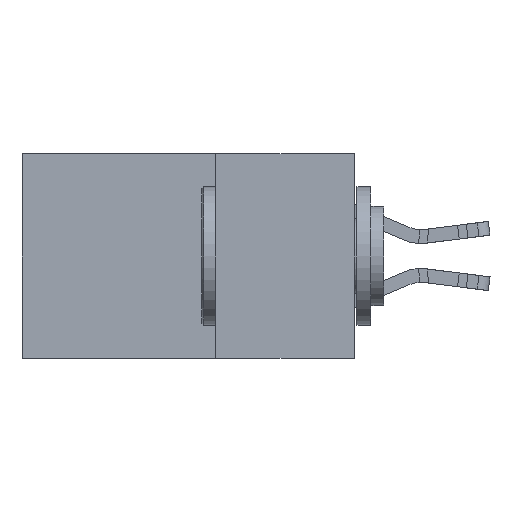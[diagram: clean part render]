
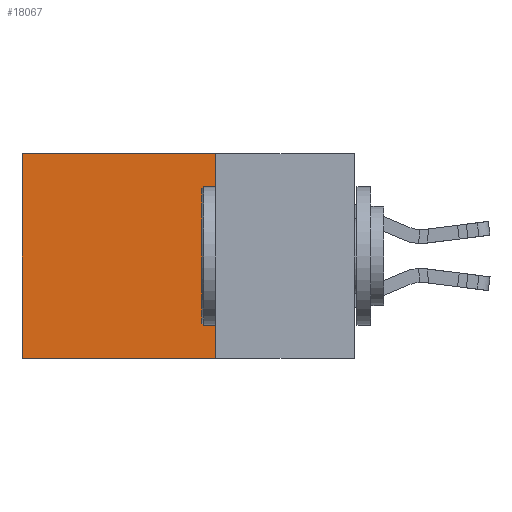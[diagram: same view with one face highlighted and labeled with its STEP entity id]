
A CAD part, left-side view. The second image highlights one B-rep face of the part: STEP entity #18067.
In plain terms, the highlighted planar face has unit normal (-1, 0, 0).
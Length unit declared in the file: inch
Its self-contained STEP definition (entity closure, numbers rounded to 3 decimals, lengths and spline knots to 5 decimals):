
#510 = LINE ( 'NONE', #4375, #12119 ) ;
#933 = DIRECTION ( 'NONE',  ( 0., 1., 0. ) ) ;
#1224 = CARTESIAN_POINT ( 'NONE',  ( 0.2615, 0.25, -0.37 ) ) ;
#1528 = ORIENTED_EDGE ( 'NONE', *, *, #11903, .T. ) ;
#2801 = VERTEX_POINT ( 'NONE', #14311 ) ;
#4375 = CARTESIAN_POINT ( 'NONE',  ( 0.2615, 0.6, -0.37 ) ) ;
#5308 = CARTESIAN_POINT ( 'NONE',  ( 0.2615, 0.25, -0.37 ) ) ;
#7690 = DIRECTION ( 'NONE',  ( 0., 1., 0. ) ) ;
#7984 = EDGE_LOOP ( 'NONE', ( #1528, #15264, #23953, #26235 ) ) ;
#8125 = EDGE_CURVE ( 'NONE', #23269, #27651, #15296, .T. ) ;
#8220 = EDGE_CURVE ( 'NONE', #19845, #2801, #24048, .T. ) ;
#8362 = CARTESIAN_POINT ( 'NONE',  ( 0.2615, 0.25, -0.37 ) ) ;
#10221 = VECTOR ( 'NONE', #933, 39.37008 ) ;
#11675 = FACE_OUTER_BOUND ( 'NONE', #7984, .T. ) ;
#11811 = CARTESIAN_POINT ( 'NONE',  ( 0.2615, 0.25, 0. ) ) ;
#11903 = EDGE_CURVE ( 'NONE', #27651, #2801, #510, .T. ) ;
#11977 = CARTESIAN_POINT ( 'NONE',  ( 0.2615, 0.25, 0. ) ) ;
#12119 = VECTOR ( 'NONE', #17373, 39.37008 ) ;
#12851 = DIRECTION ( 'NONE',  ( 0., 0., -1. ) ) ;
#12919 = LINE ( 'NONE', #22537, #23696 ) ;
#14311 = CARTESIAN_POINT ( 'NONE',  ( 0.2615, 0.6, -0.37 ) ) ;
#15193 = CARTESIAN_POINT ( 'NONE',  ( 0.2615, 0.6, 0. ) ) ;
#15264 = ORIENTED_EDGE ( 'NONE', *, *, #8220, .F. ) ;
#15296 = LINE ( 'NONE', #11811, #10221 ) ;
#17373 = DIRECTION ( 'NONE',  ( 0., 0., -1. ) ) ;
#18067 = ADVANCED_FACE ( 'NONE', ( #11675 ), #21417, .F. ) ;
#19845 = VERTEX_POINT ( 'NONE', #5308 ) ;
#21417 = PLANE ( 'NONE',  #22286 ) ;
#22286 = AXIS2_PLACEMENT_3D ( 'NONE', #8362, #25729, #12851 ) ;
#22537 = CARTESIAN_POINT ( 'NONE',  ( 0.2615, 0.25, -0.37 ) ) ;
#23269 = VERTEX_POINT ( 'NONE', #11977 ) ;
#23375 = VECTOR ( 'NONE', #7690, 39.37008 ) ;
#23696 = VECTOR ( 'NONE', #24682, 39.37008 ) ;
#23953 = ORIENTED_EDGE ( 'NONE', *, *, #24472, .F. ) ;
#24048 = LINE ( 'NONE', #1224, #23375 ) ;
#24472 = EDGE_CURVE ( 'NONE', #23269, #19845, #12919, .T. ) ;
#24682 = DIRECTION ( 'NONE',  ( 0., 0., -1. ) ) ;
#25729 = DIRECTION ( 'NONE',  ( 1., 0., 0. ) ) ;
#26235 = ORIENTED_EDGE ( 'NONE', *, *, #8125, .T. ) ;
#27651 = VERTEX_POINT ( 'NONE', #15193 ) ;
